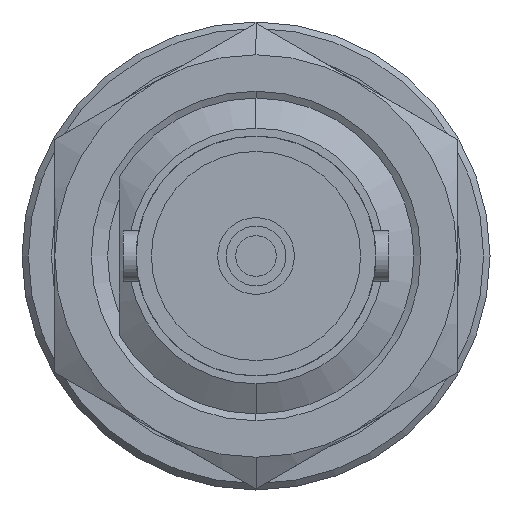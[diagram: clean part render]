
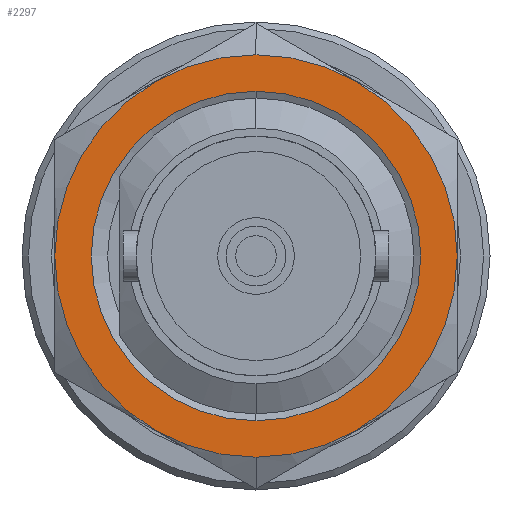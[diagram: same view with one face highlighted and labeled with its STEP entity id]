
A CAD part, left-side view. The second image highlights one B-rep face of the part: STEP entity #2297.
In plain terms, the highlighted planar face has unit normal (-1, 0, 0).
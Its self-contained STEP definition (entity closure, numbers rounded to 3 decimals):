
#77 = CARTESIAN_POINT ( 'NONE',  ( -2.494, 0., 0. ) ) ;
#186 = DIRECTION ( 'NONE',  ( 0., 0., -1. ) ) ;
#635 = EDGE_LOOP ( 'NONE', ( #6630, #1450 ) ) ;
#1004 = EDGE_LOOP ( 'NONE', ( #1483, #1981 ) ) ;
#1045 = CARTESIAN_POINT ( 'NONE',  ( -2.494, 0., 0. ) ) ;
#1193 = DIRECTION ( 'NONE',  ( -1., 0., 0. ) ) ;
#1450 = ORIENTED_EDGE ( 'NONE', *, *, #8674, .F. ) ;
#1483 = ORIENTED_EDGE ( 'NONE', *, *, #7888, .F. ) ;
#1490 = AXIS2_PLACEMENT_3D ( 'NONE', #6647, #5953, #7332 ) ;
#1533 = CIRCLE ( 'NONE', #2436, 7.996 ) ;
#1981 = ORIENTED_EDGE ( 'NONE', *, *, #5989, .F. ) ;
#2024 = CARTESIAN_POINT ( 'NONE',  ( -2.494, 0., -7.996 ) ) ;
#2149 = CIRCLE ( 'NONE', #4339, 7.996 ) ;
#2297 = ADVANCED_FACE ( 'NONE', ( #5077, #6595 ), #6549, .F. ) ;
#2436 = AXIS2_PLACEMENT_3D ( 'NONE', #77, #4845, #5533 ) ;
#2437 = VERTEX_POINT ( 'NONE', #8140 ) ;
#2637 = VERTEX_POINT ( 'NONE', #6954 ) ;
#2709 = DIRECTION ( 'NONE',  ( 0., 0., -1. ) ) ;
#3488 = CARTESIAN_POINT ( 'NONE',  ( -2.494, 0., 0. ) ) ;
#3544 = AXIS2_PLACEMENT_3D ( 'NONE', #3488, #1193, #2709 ) ;
#3767 = VERTEX_POINT ( 'NONE', #5434 ) ;
#4121 = VERTEX_POINT ( 'NONE', #2024 ) ;
#4339 = AXIS2_PLACEMENT_3D ( 'NONE', #5429, #8171, #8087 ) ;
#4760 = AXIS2_PLACEMENT_3D ( 'NONE', #1045, #5777, #186 ) ;
#4845 = DIRECTION ( 'NONE',  ( 1., 0., 0. ) ) ;
#5077 = FACE_BOUND ( 'NONE', #1004, .T. ) ;
#5192 = CIRCLE ( 'NONE', #4760, 6.547 ) ;
#5429 = CARTESIAN_POINT ( 'NONE',  ( -2.494, 0., 0. ) ) ;
#5434 = CARTESIAN_POINT ( 'NONE',  ( -2.494, 0., 7.996 ) ) ;
#5533 = DIRECTION ( 'NONE',  ( 0., 0., -1. ) ) ;
#5777 = DIRECTION ( 'NONE',  ( -1., 0., 0. ) ) ;
#5953 = DIRECTION ( 'NONE',  ( 1., 0., 0. ) ) ;
#5989 = EDGE_CURVE ( 'NONE', #2637, #2437, #8966, .T. ) ;
#6549 = PLANE ( 'NONE',  #1490 ) ;
#6595 = FACE_OUTER_BOUND ( 'NONE', #635, .T. ) ;
#6630 = ORIENTED_EDGE ( 'NONE', *, *, #8355, .F. ) ;
#6647 = CARTESIAN_POINT ( 'NONE',  ( -2.494, 0., 0. ) ) ;
#6954 = CARTESIAN_POINT ( 'NONE',  ( -2.494, 0., -6.547 ) ) ;
#7332 = DIRECTION ( 'NONE',  ( 0., 0., -1. ) ) ;
#7888 = EDGE_CURVE ( 'NONE', #2437, #2637, #5192, .T. ) ;
#8087 = DIRECTION ( 'NONE',  ( 0., 0., -1. ) ) ;
#8140 = CARTESIAN_POINT ( 'NONE',  ( -2.494, 0., 6.547 ) ) ;
#8171 = DIRECTION ( 'NONE',  ( 1., 0., 0. ) ) ;
#8355 = EDGE_CURVE ( 'NONE', #4121, #3767, #1533, .T. ) ;
#8674 = EDGE_CURVE ( 'NONE', #3767, #4121, #2149, .T. ) ;
#8966 = CIRCLE ( 'NONE', #3544, 6.547 ) ;
